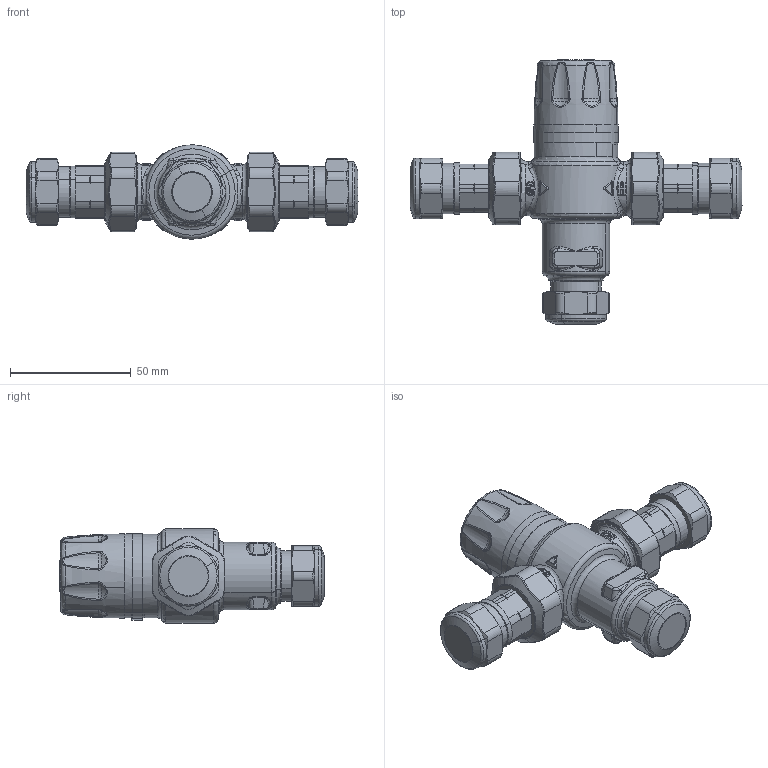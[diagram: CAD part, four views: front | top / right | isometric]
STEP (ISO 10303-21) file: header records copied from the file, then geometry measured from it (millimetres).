
FILE_DESCRIPTION(('CATIA V5 STEP Exchange'),'2;1');
FILE_NAME('521411 (STP).stp','2015-12-14T07:25:12+00:00',('none'),('none'),'Version 5-6 Release 2012','CATIA V5 STEP AP203','none');
FILE_SCHEMA(('CONFIG_CONTROL_DESIGN'));
Products named in the file (1): 521411 - TST
Bounding box: 137.27 x 109.35 x 38.98 mm (x, y, z)
Volume: 139739.1 mm3; surface area: 22689.4 mm2
Topology: 1 solids, 1 shells, 788 faces, 1906 edges, 1089 vertices
Faces by surface type: bspline 292, cylinder 178, plane 108, cone 108, torus 54, sphere 46, revolution 2
Entity records: 39117 total; most frequent: CARTESIAN_POINT 24968, ORIENTED_EDGE 3716, EDGE_CURVE 1858, DIRECTION 1443, VERTEX_POINT 1089, B_SPLINE_CURVE_WITH_KNOTS 1051, EDGE_LOOP 805, ADVANCED_FACE 788
